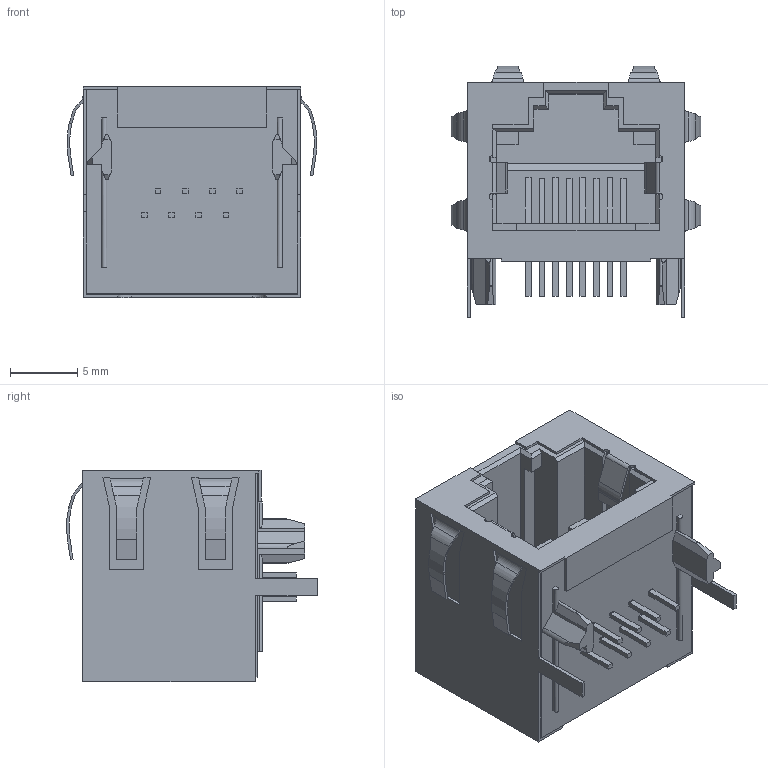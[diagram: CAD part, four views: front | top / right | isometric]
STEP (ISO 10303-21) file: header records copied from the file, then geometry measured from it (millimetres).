
FILE_DESCRIPTION(('STEP AP214'),'1');
FILE_NAME('1-406541-1.stp','2016-10-16T01:56:16',('TraceParts'),('TraceParts S.A.'),'Spatial InterOp 3D',' ',' ');
FILE_SCHEMA(('automotive_design'));
Length unit declared in the file: millimetre
Products named in the file (1): C-1-406541-1
Bounding box: 18.64 x 18.72 x 15.75 mm (x, y, z)
Volume: 2200.8 mm3; surface area: 2748.8 mm2
Topology: 1 solids, 1 shells, 401 faces, 1125 edges, 742 vertices
Faces by surface type: plane 318, cylinder 83
Entity records: 12960 total; most frequent: CARTESIAN_POINT 2643, ORIENTED_EDGE 2250, DIRECTION 1951, EDGE_CURVE 1125, LINE 923, VECTOR 923, VERTEX_POINT 742, AXIS2_PLACEMENT_3D 514
